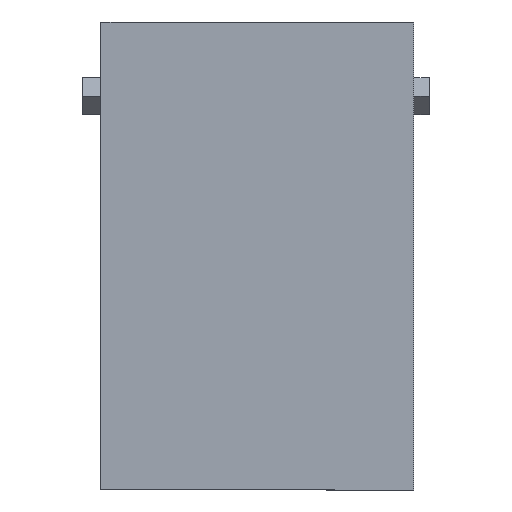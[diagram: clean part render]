
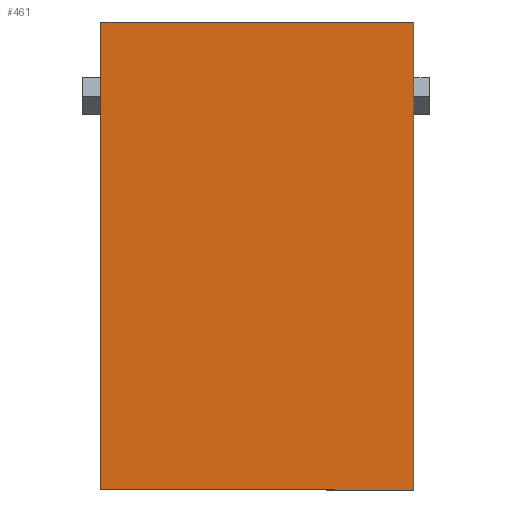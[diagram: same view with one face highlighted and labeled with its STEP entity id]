
A CAD part, front view. The second image highlights one B-rep face of the part: STEP entity #461.
In plain terms, the highlighted planar face has unit normal (0, -1, 0).
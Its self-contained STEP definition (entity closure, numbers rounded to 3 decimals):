
#20=FACE_OUTER_BOUND('',#45,.T.);
#45=EDGE_LOOP('',(#306,#307,#308,#309));
#76=LINE('',#656,#136);
#78=LINE('',#660,#138);
#85=LINE('',#674,#145);
#86=LINE('',#675,#146);
#136=VECTOR('',#540,10.);
#138=VECTOR('',#544,10.);
#145=VECTOR('',#553,10.);
#146=VECTOR('',#554,10.);
#196=VERTEX_POINT('',#653);
#197=VERTEX_POINT('',#655);
#198=VERTEX_POINT('',#659);
#204=VERTEX_POINT('',#673);
#236=EDGE_CURVE('',#197,#196,#76,.T.);
#238=EDGE_CURVE('',#197,#198,#78,.T.);
#245=EDGE_CURVE('',#204,#196,#85,.T.);
#246=EDGE_CURVE('',#198,#204,#86,.T.);
#306=ORIENTED_EDGE('',*,*,#236,.T.);
#307=ORIENTED_EDGE('',*,*,#245,.F.);
#308=ORIENTED_EDGE('',*,*,#246,.F.);
#309=ORIENTED_EDGE('',*,*,#238,.F.);
#412=PLANE('',#508);
#461=ADVANCED_FACE('',(#20),#412,.F.);
#508=AXIS2_PLACEMENT_3D('',#672,#551,#552);
#540=DIRECTION('',(1.,0.,0.));
#544=DIRECTION('',(0.,0.,1.));
#551=DIRECTION('center_axis',(0.,1.,0.));
#552=DIRECTION('ref_axis',(0.,0.,1.));
#553=DIRECTION('',(0.,0.,-1.));
#554=DIRECTION('',(1.,0.,0.));
#653=CARTESIAN_POINT('',(20.05,0.,2.5));
#655=CARTESIAN_POINT('',(-20.05,0.,2.5));
#656=CARTESIAN_POINT('',(-10.025,0.,2.5));
#659=CARTESIAN_POINT('',(-20.05,0.,62.5));
#660=CARTESIAN_POINT('',(-20.05,0.,-62.5));
#672=CARTESIAN_POINT('Origin',(0.,0.,0.));
#673=CARTESIAN_POINT('',(20.05,0.,62.5));
#674=CARTESIAN_POINT('',(20.05,0.,62.5));
#675=CARTESIAN_POINT('',(-20.05,0.,62.5));
